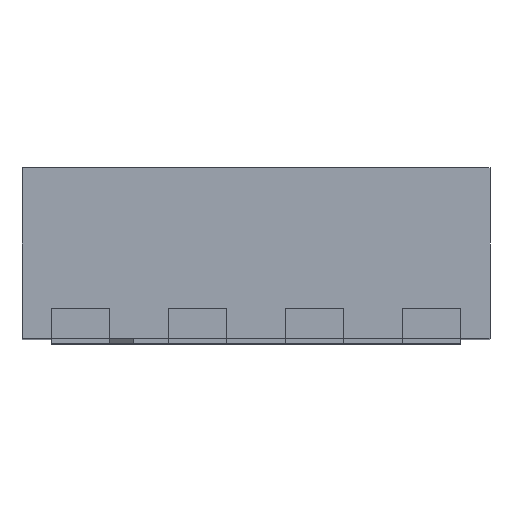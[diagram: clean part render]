
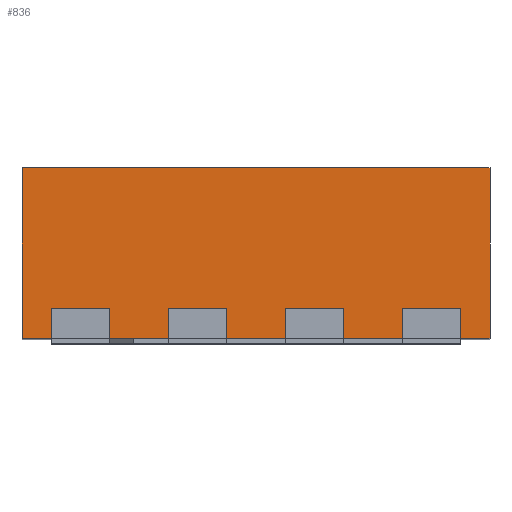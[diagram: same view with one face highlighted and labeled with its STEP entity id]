
A CAD part, top view. The second image highlights one B-rep face of the part: STEP entity #836.
In plain terms, the highlighted planar face has unit normal (0, 0, 1).
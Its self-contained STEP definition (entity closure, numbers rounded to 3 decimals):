
#17 = ORIENTED_EDGE ( 'NONE', *, *, #225, .T. ) ;
#23 = DIRECTION ( 'NONE',  ( 1., 0., 0. ) ) ;
#29 = VERTEX_POINT ( 'NONE', #771 ) ;
#31 = DIRECTION ( 'NONE',  ( 0., -1., 0. ) ) ;
#57 = LINE ( 'NONE', #311, #603 ) ;
#124 = AXIS2_PLACEMENT_3D ( 'NONE', #485, #560, #338 ) ;
#159 = VERTEX_POINT ( 'NONE', #857 ) ;
#175 = CARTESIAN_POINT ( 'NONE',  ( 1., 0., 1.5 ) ) ;
#197 = CARTESIAN_POINT ( 'NONE',  ( -1., 0., 1.5 ) ) ;
#225 = EDGE_CURVE ( 'NONE', #408, #726, #57, .T. ) ;
#311 = CARTESIAN_POINT ( 'NONE',  ( -1., 0., 1.5 ) ) ;
#338 = DIRECTION ( 'NONE',  ( -1., 0., 0. ) ) ;
#343 = DIRECTION ( 'NONE',  ( 0., -1., 0. ) ) ;
#349 = EDGE_CURVE ( 'NONE', #159, #726, #958, .T. ) ;
#392 = FACE_OUTER_BOUND ( 'NONE', #607, .T. ) ;
#408 = VERTEX_POINT ( 'NONE', #197 ) ;
#414 = CARTESIAN_POINT ( 'NONE',  ( -1., 0.73, 1.5 ) ) ;
#477 = CARTESIAN_POINT ( 'NONE',  ( 1., 0.73, 1.5 ) ) ;
#485 = CARTESIAN_POINT ( 'NONE',  ( -1., 0.73, 1.5 ) ) ;
#500 = EDGE_CURVE ( 'NONE', #29, #408, #916, .T. ) ;
#547 = ORIENTED_EDGE ( 'NONE', *, *, #349, .F. ) ;
#560 = DIRECTION ( 'NONE',  ( 0., 0., -1. ) ) ;
#572 = DIRECTION ( 'NONE',  ( 1., 0., 0. ) ) ;
#600 = ORIENTED_EDGE ( 'NONE', *, *, #500, .T. ) ;
#603 = VECTOR ( 'NONE', #23, 1000. ) ;
#607 = EDGE_LOOP ( 'NONE', ( #17, #547, #964, #600 ) ) ;
#644 = PLANE ( 'NONE',  #124 ) ;
#645 = CARTESIAN_POINT ( 'NONE',  ( -1., 0.73, 1.5 ) ) ;
#677 = VECTOR ( 'NONE', #572, 1000. ) ;
#726 = VERTEX_POINT ( 'NONE', #175 ) ;
#744 = VECTOR ( 'NONE', #31, 1000. ) ;
#771 = CARTESIAN_POINT ( 'NONE',  ( -1., 0.73, 1.5 ) ) ;
#774 = VECTOR ( 'NONE', #343, 1000. ) ;
#836 = ADVANCED_FACE ( 'NONE', ( #392 ), #644, .F. ) ;
#857 = CARTESIAN_POINT ( 'NONE',  ( 1., 0.73, 1.5 ) ) ;
#885 = LINE ( 'NONE', #414, #677 ) ;
#903 = EDGE_CURVE ( 'NONE', #29, #159, #885, .T. ) ;
#916 = LINE ( 'NONE', #645, #774 ) ;
#958 = LINE ( 'NONE', #477, #744 ) ;
#964 = ORIENTED_EDGE ( 'NONE', *, *, #903, .F. ) ;
